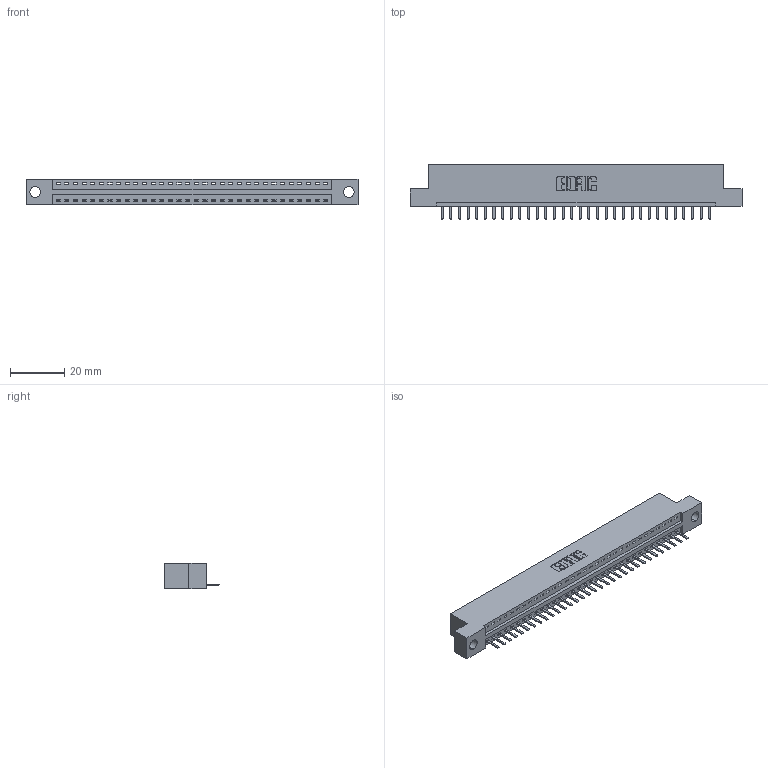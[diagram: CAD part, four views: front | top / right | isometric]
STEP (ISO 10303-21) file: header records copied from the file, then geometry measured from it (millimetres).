
FILE_DESCRIPTION (( 'STEP AP203' ), '1' );
FILE_NAME ('396-032-520-104.STEP', '2019-10-27T11:43:13', ( '' ), ( '' ), 'SwSTEP 2.0', 'SolidWorks 2016', '' );
FILE_SCHEMA (( 'CONFIG_CONTROL_DESIGN' ));
Length unit declared in the file: inch
Products named in the file (3): 345-292-001_345-293-120; 396-032-520-104; 346 Part_Flush Mounting Lugs - 0.156 Dia-TH
Assembly tree (33 placements, depth 2):
  396-032-520-104
    346 Part_Flush Mounting Lugs - 0.156 Dia-TH
    345-292-001_345-293-120  x32
Bounding box: 122.17 x 20.02 x 9.4 mm (x, y, z)
Volume: 11446 mm3; surface area: 13695.7 mm2
Topology: 33 solids, 33 shells, 2106 faces, 6217 edges, 4058 vertices
Faces by surface type: plane 1420, cylinder 686
Entity records: 21323 total; most frequent: CARTESIAN_POINT 3676, ORIENTED_EDGE 3630, DIRECTION 3243, EDGE_CURVE 1815, VECTOR 1551, LINE 1551, VERTEX_POINT 1206, AXIS2_PLACEMENT_3D 846
